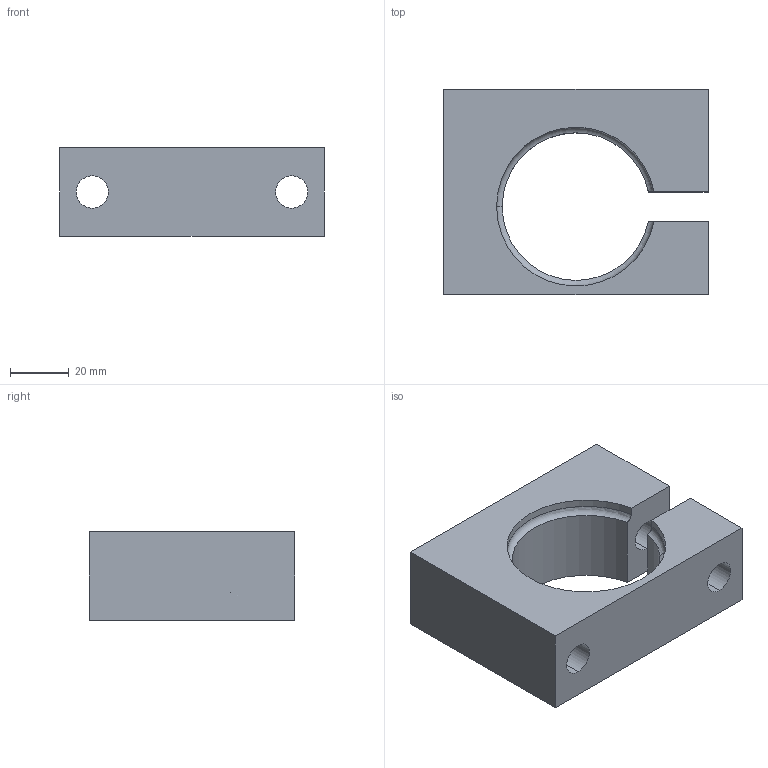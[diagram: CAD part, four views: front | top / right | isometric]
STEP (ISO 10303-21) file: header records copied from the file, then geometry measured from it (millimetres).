
FILE_DESCRIPTION (( 'STEP AP203' ), '1' );
FILE_NAME ('TE_050.step', '2018-12-22T23:33:44', ( '' ), ( '' ), 'SwSTEP 2.0', 'SolidWorks 2016', '' );
FILE_SCHEMA (( 'CONFIG_CONTROL_DESIGN' ));
Length unit declared in the file: millimetre
Products named in the file (1): TE_050
Bounding box: 90 x 70 x 30 mm (x, y, z)
Volume: 101779 mm3; surface area: 28086.3 mm2
Topology: 1 solids, 1 shells, 26 faces, 65 edges, 43 vertices
Faces by surface type: cylinder 13, plane 11, torus 2
Entity records: 892 total; most frequent: CARTESIAN_POINT 153, DIRECTION 145, ORIENTED_EDGE 130, EDGE_CURVE 65, AXIS2_PLACEMENT_3D 55, VERTEX_POINT 43, VECTOR 35, LINE 35
